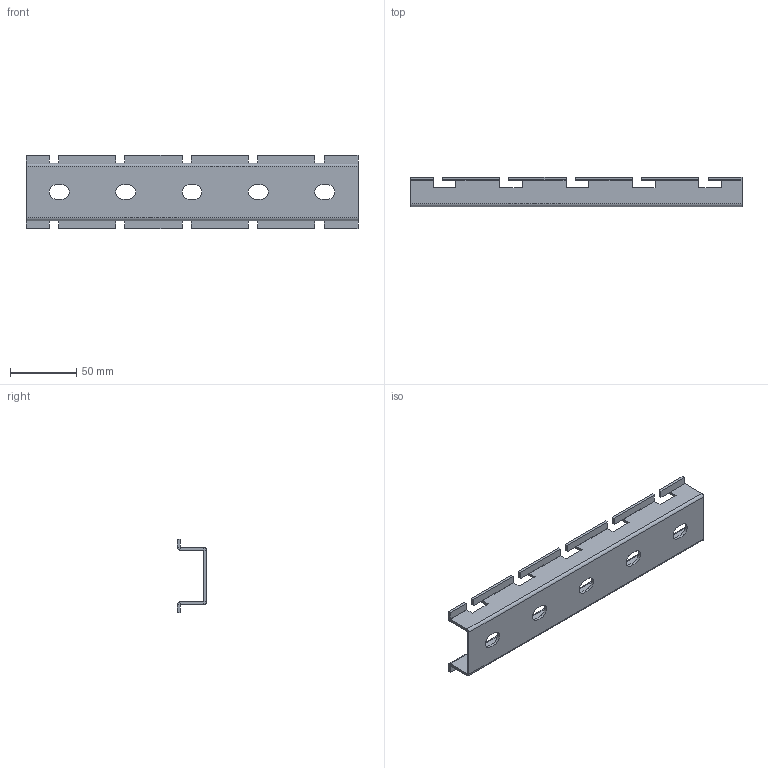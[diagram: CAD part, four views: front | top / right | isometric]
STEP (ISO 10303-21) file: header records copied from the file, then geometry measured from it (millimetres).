
FILE_DESCRIPTION (( 'STEP AP214' ), '1' );
FILE_NAME ('00406773_3D.STEP', '2022-02-09T22:06:39', ( '' ), ( '' ), 'SwSTEP 2.0', 'SolidWorks 2021', '' );
FILE_SCHEMA (( 'AUTOMOTIVE_DESIGN' ));
Length unit declared in the file: millimetre
Products named in the file (1): 00406773_3D
Bounding box: 250 x 22 x 55 mm (x, y, z)
Volume: 41745.9 mm3; surface area: 44485.1 mm2
Topology: 1 solids, 1 shells, 158 faces, 416 edges, 260 vertices
Faces by surface type: plane 120, cylinder 38
Entity records: 5516 total; most frequent: CARTESIAN_POINT 835, ORIENTED_EDGE 832, DIRECTION 810, EDGE_CURVE 416, LINE 340, VECTOR 340, VERTEX_POINT 260, AXIS2_PLACEMENT_3D 235
